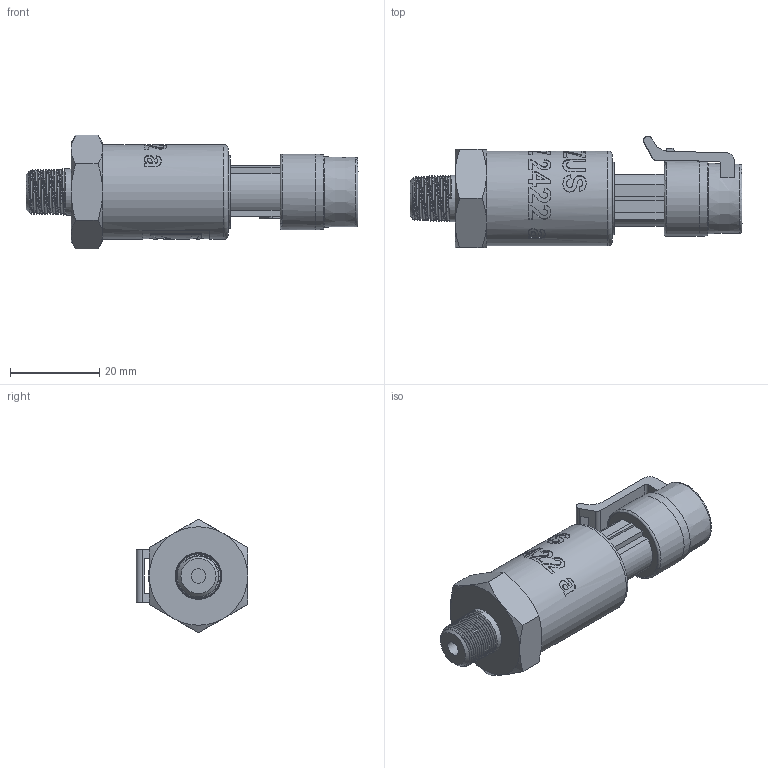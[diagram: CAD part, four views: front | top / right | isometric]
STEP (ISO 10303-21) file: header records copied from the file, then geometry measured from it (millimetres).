
FILE_DESCRIPTION(/* description */ (''),/* implementation_level */ '2;1');
FILE_NAME(/* name */ 'APZ2422a_1''8NPT_Pac.step',/* time_stamp */ '2021-07-14T15:55:31+03:00',/* author */ (''),/* organization */ (''),/* preprocessor_version */ 'ST-DEVELOPER v18.1',/* originating_system */ 'Autodesk Translation Framework v10.9.0.1377',/* authorisation */ '');
FILE_SCHEMA (('AUTOMOTIVE_DESIGN { 1 0 10303 214 3 1 1 }'));
Length unit declared in the file: millimetre
Products named in the file (4): АПЗ 2422 a - filled (not 100% correct
); 1/8 NPT; Packard male v13; Packard female v5
Assembly tree (3 placements, depth 2):
  АПЗ 2422 a - filled (not 100% correct
)
    1/8 NPT
    Packard male v13
    Packard female v5
Bounding box: 74.2 x 24.89 x 25.4 mm (x, y, z)
Volume: 18376.8 mm3; surface area: 10648.3 mm2
Topology: 10 solids, 10 shells, 517 faces, 1342 edges, 889 vertices
Faces by surface type: bspline 260, plane 154, cylinder 53, cone 44, torus 6
Full cylindrical faces by diameter (mm): 1.5 x3, 3.3 x1, 10.123 x1, 12 x1, 12.623 x2, 13.9 x1, 16.2 x2, 16.9 x1, 18.2 x1, 20.2 x1, 21.2 x1
Entity records: 23431 total; most frequent: CARTESIAN_POINT 12430, ORIENTED_EDGE 2684, DIRECTION 1431, EDGE_CURVE 1342, VERTEX_POINT 889, LINE 593, VECTOR 593, EDGE_LOOP 573
